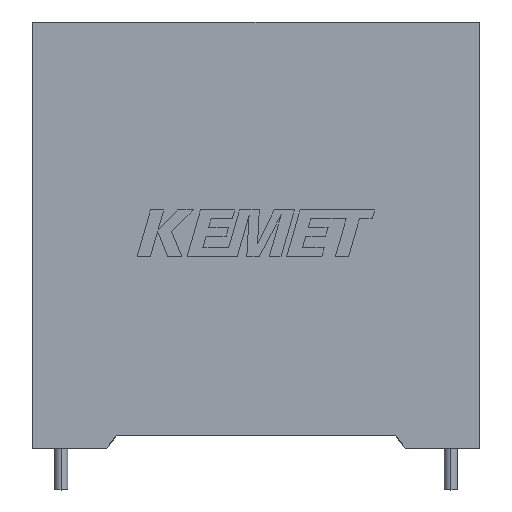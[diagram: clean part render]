
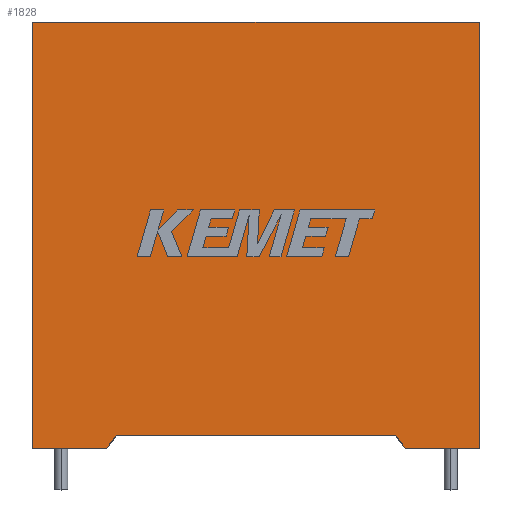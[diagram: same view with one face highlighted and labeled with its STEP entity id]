
A CAD part, top view. The second image highlights one B-rep face of the part: STEP entity #1828.
In plain terms, the highlighted planar face has unit normal (0, 0, 1).
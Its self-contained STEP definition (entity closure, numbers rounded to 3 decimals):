
#179 = CARTESIAN_POINT ( 'NONE',  ( 43., 41., 21. ) ) ;
#199 = CARTESIAN_POINT ( 'NONE',  ( 0., 0., 21. ) ) ;
#217 = CARTESIAN_POINT ( 'NONE',  ( 34.95, 1.205, 21. ) ) ;
#224 = VERTEX_POINT ( 'NONE', #2850 ) ;
#256 = EDGE_CURVE ( 'NONE', #224, #2285, #879, .T. ) ;
#261 = EDGE_CURVE ( 'NONE', #1682, #2420, #2763, .T. ) ;
#267 = DIRECTION ( 'NONE',  ( 0., -1., 0. ) ) ;
#360 = LINE ( 'NONE', #1097, #2235 ) ;
#488 = EDGE_CURVE ( 'NONE', #2285, #1091, #2986, .T. ) ;
#507 = CARTESIAN_POINT ( 'NONE',  ( 0., 0., 21. ) ) ;
#617 = VECTOR ( 'NONE', #267, 1000. ) ;
#739 = LINE ( 'NONE', #2867, #1671 ) ;
#755 = ORIENTED_EDGE ( 'NONE', *, *, #3107, .F. ) ;
#757 = CARTESIAN_POINT ( 'NONE',  ( 0., 0., 21. ) ) ;
#760 = LINE ( 'NONE', #1114, #1304 ) ;
#806 = CARTESIAN_POINT ( 'NONE',  ( 7.15, 0., 21. ) ) ;
#819 = ORIENTED_EDGE ( 'NONE', *, *, #2772, .T. ) ;
#879 = LINE ( 'NONE', #217, #2948 ) ;
#899 = ORIENTED_EDGE ( 'NONE', *, *, #1695, .T. ) ;
#900 = ORIENTED_EDGE ( 'NONE', *, *, #488, .T. ) ;
#927 = CARTESIAN_POINT ( 'NONE',  ( 35.85, 0., 21. ) ) ;
#940 = VERTEX_POINT ( 'NONE', #2172 ) ;
#1014 = FACE_OUTER_BOUND ( 'NONE', #1516, .T. ) ;
#1037 = VECTOR ( 'NONE', #2399, 1000. ) ;
#1091 = VERTEX_POINT ( 'NONE', #2474 ) ;
#1092 = ORIENTED_EDGE ( 'NONE', *, *, #256, .T. ) ;
#1097 = CARTESIAN_POINT ( 'NONE',  ( 0., 0., 21. ) ) ;
#1114 = CARTESIAN_POINT ( 'NONE',  ( 21.5, 1.205, 21. ) ) ;
#1187 = ORIENTED_EDGE ( 'NONE', *, *, #261, .F. ) ;
#1241 = EDGE_CURVE ( 'NONE', #1485, #2420, #360, .T. ) ;
#1243 = PLANE ( 'NONE',  #2508 ) ;
#1304 = VECTOR ( 'NONE', #2794, 1000. ) ;
#1311 = DIRECTION ( 'NONE',  ( 1., 0., 0. ) ) ;
#1320 = DIRECTION ( 'NONE',  ( 1., 0., 0. ) ) ;
#1485 = VERTEX_POINT ( 'NONE', #199 ) ;
#1516 = EDGE_LOOP ( 'NONE', ( #755, #1092, #900, #819, #899, #2699, #2515, #1187 ) ) ;
#1634 = VERTEX_POINT ( 'NONE', #179 ) ;
#1651 = CARTESIAN_POINT ( 'NONE',  ( 8.05, 1.205, 21. ) ) ;
#1671 = VECTOR ( 'NONE', #2361, 1000. ) ;
#1682 = VERTEX_POINT ( 'NONE', #1651 ) ;
#1695 = EDGE_CURVE ( 'NONE', #1634, #940, #739, .T. ) ;
#1702 = LINE ( 'NONE', #757, #617 ) ;
#1729 = CARTESIAN_POINT ( 'NONE',  ( 43., 0., 21. ) ) ;
#1828 = ADVANCED_FACE ( 'NONE', ( #1014 ), #1243, .F. ) ;
#2170 = DIRECTION ( 'NONE',  ( 0., 1., 0. ) ) ;
#2172 = CARTESIAN_POINT ( 'NONE',  ( 0., 41., 21. ) ) ;
#2176 = CARTESIAN_POINT ( 'NONE',  ( 8.05, 1.205, 21. ) ) ;
#2187 = DIRECTION ( 'NONE',  ( 0., 0., -1. ) ) ;
#2235 = VECTOR ( 'NONE', #1311, 1000. ) ;
#2285 = VERTEX_POINT ( 'NONE', #927 ) ;
#2308 = EDGE_CURVE ( 'NONE', #940, #1485, #1702, .T. ) ;
#2361 = DIRECTION ( 'NONE',  ( -1., 0., 0. ) ) ;
#2399 = DIRECTION ( 'NONE',  ( -0.598, -0.801, 0. ) ) ;
#2406 = DIRECTION ( 'NONE',  ( 0.598, -0.801, 0. ) ) ;
#2408 = DIRECTION ( 'NONE',  ( -1., 0., 0. ) ) ;
#2420 = VERTEX_POINT ( 'NONE', #806 ) ;
#2474 = CARTESIAN_POINT ( 'NONE',  ( 43., 0., 21. ) ) ;
#2508 = AXIS2_PLACEMENT_3D ( 'NONE', #2887, #2187, #2408 ) ;
#2515 = ORIENTED_EDGE ( 'NONE', *, *, #1241, .T. ) ;
#2546 = LINE ( 'NONE', #1729, #2624 ) ;
#2624 = VECTOR ( 'NONE', #2170, 1000. ) ;
#2699 = ORIENTED_EDGE ( 'NONE', *, *, #2308, .T. ) ;
#2763 = LINE ( 'NONE', #2176, #1037 ) ;
#2772 = EDGE_CURVE ( 'NONE', #1091, #1634, #2546, .T. ) ;
#2794 = DIRECTION ( 'NONE',  ( -1., 0., 0. ) ) ;
#2839 = VECTOR ( 'NONE', #1320, 1000. ) ;
#2850 = CARTESIAN_POINT ( 'NONE',  ( 34.95, 1.205, 21. ) ) ;
#2867 = CARTESIAN_POINT ( 'NONE',  ( 0., 41., 21. ) ) ;
#2887 = CARTESIAN_POINT ( 'NONE',  ( 0., 0., 21. ) ) ;
#2948 = VECTOR ( 'NONE', #2406, 1000. ) ;
#2986 = LINE ( 'NONE', #507, #2839 ) ;
#3107 = EDGE_CURVE ( 'NONE', #224, #1682, #760, .T. ) ;
